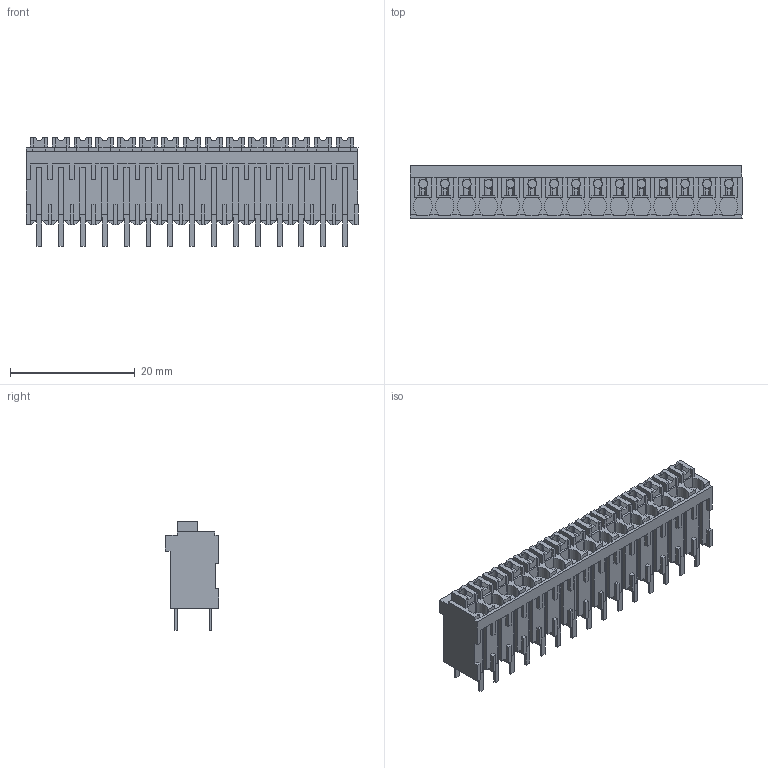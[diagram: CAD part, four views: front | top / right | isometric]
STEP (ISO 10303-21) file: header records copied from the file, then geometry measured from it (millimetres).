
FILE_DESCRIPTION(('CATIA V5 STEP Exchange','CAx-IF Rec.Pracs.--- Model Styling and Organization---1.2---2011-12-15'),'2;1');
FILE_NAME ('D1457891_0_1870370000_1870370000.stp','2018-03-20T06:13:05+00:00',('none'),('Weidmueller'),'CATIA Version 5-6 Release 2014','CATIA V5 STEP AP214','none');
FILE_SCHEMA(('AUTOMOTIVE_DESIGN { 1 0 10303 214 1 1 1 1 }'));
Length unit declared in the file: millimetre
Products named in the file (1): 1870370000
Bounding box: 53.2 x 8.5 x 17.42 mm (x, y, z)
Volume: 4195.9 mm3; surface area: 4817.5 mm2
Topology: 46 solids, 46 shells, 1216 faces, 3498 edges, 2359 vertices
Faces by surface type: plane 1156, cylinder 60
Entity records: 38497 total; most frequent: CARTESIAN_POINT 7620, ORIENTED_EDGE 6996, DIRECTION 5012, EDGE_CURVE 3498, VECTOR 3258, LINE 3258, VERTEX_POINT 2359, EDGE_LOOP 1231
